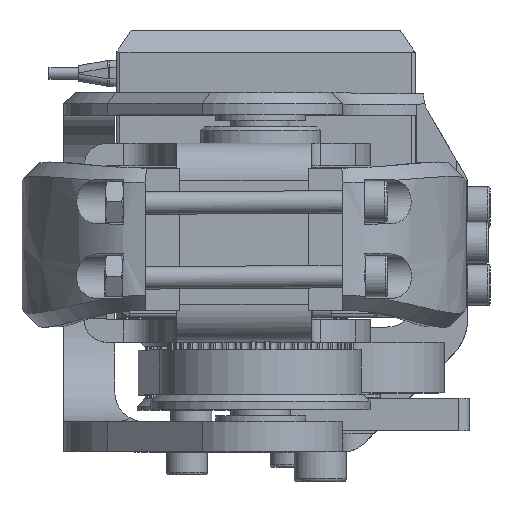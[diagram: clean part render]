
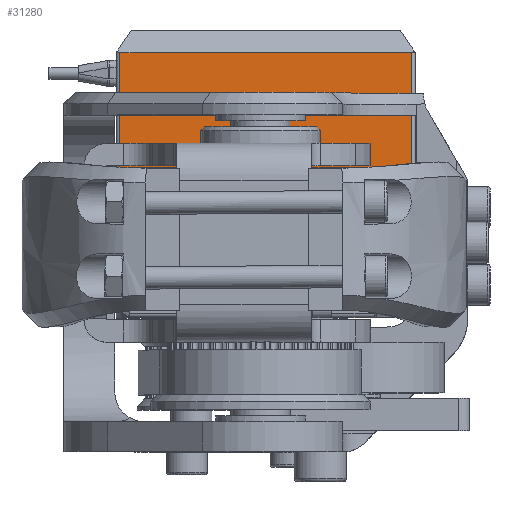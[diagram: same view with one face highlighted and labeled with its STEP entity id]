
A CAD part, top view. The second image highlights one B-rep face of the part: STEP entity #31280.
In plain terms, the highlighted planar face has unit normal (0, 0, 1).
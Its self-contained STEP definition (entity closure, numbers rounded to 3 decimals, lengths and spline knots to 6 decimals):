
#12100=ORIENTED_EDGE('',*,*,#16895,.F.);
#12101=ORIENTED_EDGE('',*,*,#16896,.T.);
#12102=ORIENTED_EDGE('',*,*,#16868,.T.);
#12103=ORIENTED_EDGE('',*,*,#16825,.F.);
#12104=ORIENTED_EDGE('',*,*,#16836,.F.);
#12105=ORIENTED_EDGE('',*,*,#16849,.T.);
#12106=ORIENTED_EDGE('',*,*,#16852,.T.);
#12107=ORIENTED_EDGE('',*,*,#16875,.F.);
#12108=ORIENTED_EDGE('',*,*,#16886,.T.);
#12109=ORIENTED_EDGE('',*,*,#16767,.T.);
#12110=ORIENTED_EDGE('',*,*,#16891,.F.);
#12111=ORIENTED_EDGE('',*,*,#16897,.F.);
#12112=ORIENTED_EDGE('',*,*,#16898,.F.);
#16767=EDGE_CURVE('',#19902,#19905,#22311,.T.);
#16825=EDGE_CURVE('',#19948,#19950,#22346,.T.);
#16836=EDGE_CURVE('',#19955,#19948,#22354,.T.);
#16849=EDGE_CURVE('',#19955,#19963,#22362,.T.);
#16852=EDGE_CURVE('',#19963,#19966,#22364,.T.);
#16868=EDGE_CURVE('',#19975,#19950,#22377,.T.);
#16875=EDGE_CURVE('',#19979,#19966,#22381,.T.);
#16886=EDGE_CURVE('',#19979,#19902,#22391,.T.);
#16891=EDGE_CURVE('',#19983,#19905,#22395,.T.);
#16895=EDGE_CURVE('',#19985,#19826,#22399,.T.);
#16896=EDGE_CURVE('',#19985,#19975,#22400,.T.);
#16897=EDGE_CURVE('',#19986,#19983,#22401,.T.);
#16898=EDGE_CURVE('',#19826,#19986,#22402,.T.);
#19826=VERTEX_POINT('',#59547);
#19902=VERTEX_POINT('',#59761);
#19905=VERTEX_POINT('',#59766);
#19948=VERTEX_POINT('',#59886);
#19950=VERTEX_POINT('',#59889);
#19955=VERTEX_POINT('',#59906);
#19963=VERTEX_POINT('',#59930);
#19966=VERTEX_POINT('',#59937);
#19975=VERTEX_POINT('',#59971);
#19979=VERTEX_POINT('',#59983);
#19983=VERTEX_POINT('',#60009);
#19985=VERTEX_POINT('',#60018);
#19986=VERTEX_POINT('',#60021);
#22311=LINE('',#59767,#24718);
#22346=LINE('',#59888,#24753);
#22354=LINE('',#59907,#24761);
#22362=LINE('',#59931,#24769);
#22364=LINE('',#59938,#24771);
#22377=LINE('',#59970,#24784);
#22381=LINE('',#59984,#24788);
#22391=LINE('',#60002,#24798);
#22395=LINE('',#60010,#24802);
#22399=LINE('',#60017,#24806);
#22400=LINE('',#60019,#24807);
#22401=LINE('',#60020,#24808);
#22402=LINE('',#60022,#24809);
#24718=VECTOR('',#43858,1.);
#24753=VECTOR('',#43977,1.);
#24761=VECTOR('',#43995,1.);
#24769=VECTOR('',#44019,1.);
#24771=VECTOR('',#44025,1.);
#24784=VECTOR('',#44060,1.);
#24788=VECTOR('',#44074,1.);
#24798=VECTOR('',#44096,1.);
#24802=VECTOR('',#44104,1.);
#24806=VECTOR('',#44112,1.);
#24807=VECTOR('',#44113,1.);
#24808=VECTOR('',#44114,1.);
#24809=VECTOR('',#44115,1.);
#26798=EDGE_LOOP('',(#12100,#12101,#12102,#12103,#12104,#12105,#12106,#12107,
#12108,#12109,#12110,#12111,#12112));
#28837=FACE_BOUND('',#26798,.T.);
#29588=PLANE('',#34957);
#31280=ADVANCED_FACE('',(#28837),#29588,.F.);
#34957=AXIS2_PLACEMENT_3D('',#60016,#44110,#44111);
#43858=DIRECTION('',(0.,-1.,0.));
#43977=DIRECTION('',(0.,-1.,0.));
#43995=DIRECTION('',(1.,0.,0.));
#44019=DIRECTION('',(0.,1.,0.));
#44025=DIRECTION('',(-1.,0.,0.));
#44060=DIRECTION('',(1.,0.,0.));
#44074=DIRECTION('',(0.,1.,0.));
#44096=DIRECTION('',(-1.,0.,0.));
#44104=DIRECTION('',(-1.,0.,0.));
#44110=DIRECTION('',(0.,0.,-1.));
#44111=DIRECTION('',(1.,0.,0.));
#44112=DIRECTION('',(-1.,0.,0.));
#44113=DIRECTION('',(0.,1.,0.));
#44114=DIRECTION('',(0.,1.,0.));
#44115=DIRECTION('',(-1.,0.,0.));
#59547=CARTESIAN_POINT('',(-0.005,-0.005752,-0.077001));
#59761=CARTESIAN_POINT('',(-0.021,0.002498,-0.077001));
#59766=CARTESIAN_POINT('',(-0.021,-0.000002,-0.077001));
#59767=CARTESIAN_POINT('',(-0.021,0.002498,-0.077001));
#59886=CARTESIAN_POINT('',(0.031,0.002498,-0.077001));
#59888=CARTESIAN_POINT('',(0.031,0.002498,-0.077001));
#59889=CARTESIAN_POINT('',(0.031,-0.000002,-0.077001));
#59906=CARTESIAN_POINT('',(0.0245,0.002498,-0.077001));
#59907=CARTESIAN_POINT('',(-0.0145,0.002498,-0.077001));
#59930=CARTESIAN_POINT('',(0.0245,0.026998,-0.077001));
#59931=CARTESIAN_POINT('',(0.0245,0.002498,-0.077001));
#59937=CARTESIAN_POINT('',(-0.0145,0.026998,-0.077001));
#59938=CARTESIAN_POINT('',(0.0245,0.026998,-0.077001));
#59970=CARTESIAN_POINT('',(-0.015,-0.000002,-0.077001));
#59971=CARTESIAN_POINT('',(0.0245,-0.000002,-0.077001));
#59983=CARTESIAN_POINT('',(-0.0145,0.002498,-0.077001));
#59984=CARTESIAN_POINT('',(-0.0145,0.002498,-0.077001));
#60002=CARTESIAN_POINT('',(-0.0145,0.002498,-0.077001));
#60009=CARTESIAN_POINT('',(-0.0145,-0.000002,-0.077001));
#60010=CARTESIAN_POINT('',(-0.0145,-0.000002,-0.077001));
#60016=CARTESIAN_POINT('',(-0.015,-0.006002,-0.077001));
#60017=CARTESIAN_POINT('',(0.0245,-0.005752,-0.077001));
#60018=CARTESIAN_POINT('',(0.0245,-0.005752,-0.077001));
#60019=CARTESIAN_POINT('',(0.0245,-0.005752,-0.077001));
#60020=CARTESIAN_POINT('',(-0.0145,-0.005752,-0.077001));
#60021=CARTESIAN_POINT('',(-0.0145,-0.005752,-0.077001));
#60022=CARTESIAN_POINT('',(-0.005,-0.005752,-0.077001));
